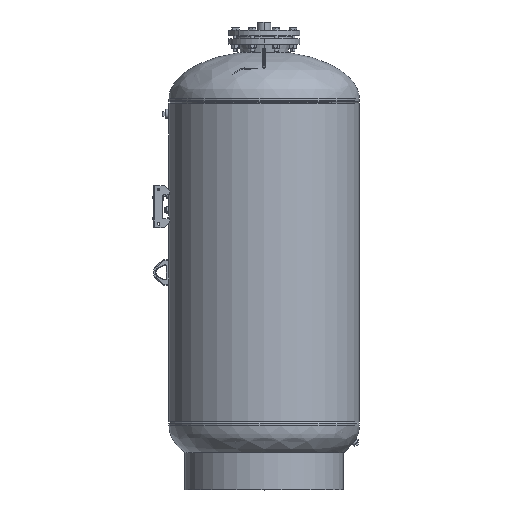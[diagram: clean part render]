
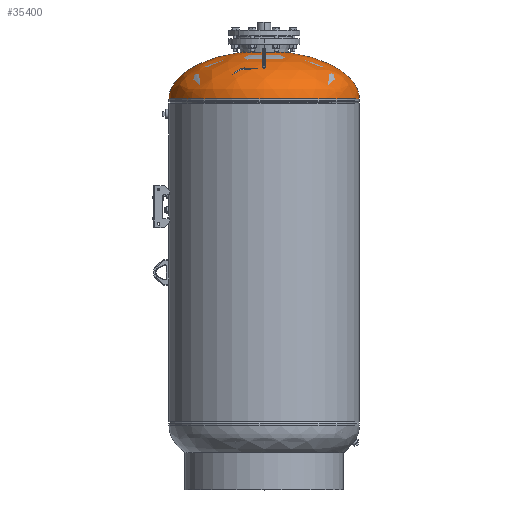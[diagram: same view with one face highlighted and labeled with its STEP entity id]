
A CAD part, top view. The second image highlights one B-rep face of the part: STEP entity #35400.
In plain terms, the highlighted free-form (B-spline) face has degree [3, 3] with [4, 4] control points.
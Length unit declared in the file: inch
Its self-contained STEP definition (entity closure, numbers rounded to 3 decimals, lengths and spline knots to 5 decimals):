
#2025 = CARTESIAN_POINT ( 'NONE',  ( 18., 0.822, 0. ) ) ;
#3518 = CARTESIAN_POINT ( 'NONE',  ( 18., 0.822, 0. ) ) ;
#4150 = CARTESIAN_POINT ( 'NONE',  ( 0., 9.61321, 0. ) ) ;
#5383 = CARTESIAN_POINT ( 'NONE',  ( -18., 0.822, 0. ) ) ;
#7492 = CARTESIAN_POINT ( 'NONE',  ( -18., 5.12059, 0. ) ) ;
#9114 = CARTESIAN_POINT ( 'NONE',  ( -18., 0.822, 36. ) ) ;
#10257 = CARTESIAN_POINT ( 'NONE',  ( 4.5625, 9.61321, 9.125 ) ) ;
#11648 = VERTEX_POINT ( 'NONE', #2025 ) ;
#11938 = EDGE_CURVE ( 'NONE', #61201, #59063, #53443, .T. ) ;
#12354 = EDGE_CURVE ( 'NONE', #110024, #82529, #47926, .T. ) ;
#12636 = AXIS2_PLACEMENT_3D ( 'NONE', #79745, #71030, #62288 ) ;
#12866 = DIRECTION ( 'NONE',  ( 0., 0., -1. ) ) ;
#15620 = CARTESIAN_POINT ( 'NONE',  ( -12.79839, 8.52364, 0. ) ) ;
#17824 = CARTESIAN_POINT ( 'NONE',  ( -4.5625, 9.61321, 0. ) ) ;
#21630 = DIRECTION ( 'NONE',  ( 0., -1., 0. ) ) ;
#23465 = ORIENTED_EDGE ( 'NONE', *, *, #11938, .F. ) ;
#23679 = AXIS2_PLACEMENT_3D ( 'NONE', #83347, #21630, #56546 ) ;
#25407 = CARTESIAN_POINT ( 'NONE',  ( -12.79839, 8.52364, 25.59677 ) ) ;
#30356 = EDGE_CURVE ( 'NONE', #11648, #61201, #39841, .T. ) ;
#34675 = CARTESIAN_POINT ( 'NONE',  ( 12.79839, 8.52364, 25.59677 ) ) ;
#35400 = ADVANCED_FACE ( 'NONE', ( #87676 ), #112735, .F. ) ;
#38505 = AXIS2_PLACEMENT_3D ( 'NONE', #4150, #39046, #12866 ) ;
#39046 = DIRECTION ( 'NONE',  ( 0., 1., 0. ) ) ;
#39841 = CIRCLE ( 'NONE', #88147, 18. ) ;
#41257 = CARTESIAN_POINT ( 'NONE',  ( -18., 0.822, 0. ) ) ;
#45724 = CARTESIAN_POINT ( 'NONE',  ( -4.5625, 9.61321, 9.125 ) ) ;
#46117 = EDGE_CURVE ( 'NONE', #82529, #11648, #105233, .T. ) ;
#47477 = CARTESIAN_POINT ( 'NONE',  ( 0., 9.61321, 4.5625 ) ) ;
#47926 = CIRCLE ( 'NONE', #12636, 4.5625 ) ;
#48068 = DIRECTION ( 'NONE',  ( 0., 0., -1. ) ) ;
#49794 = CARTESIAN_POINT ( 'NONE',  ( 0., 0.822, 0. ) ) ;
#53331 = CARTESIAN_POINT ( 'NONE',  ( 18., 5.12059, 0. ) ) ;
#53443 = CIRCLE ( 'NONE', #23679, 18. ) ;
#53898 = CARTESIAN_POINT ( 'NONE',  ( 18., 5.12059, 36. ) ) ;
#56439 = ORIENTED_EDGE ( 'NONE', *, *, #46117, .F. ) ;
#56546 = DIRECTION ( 'NONE',  ( 0., 0., -1. ) ) ;
#57634 = ORIENTED_EDGE ( 'NONE', *, *, #70526, .F. ) ;
#57837 = CARTESIAN_POINT ( 'NONE',  ( 4.5625, 9.61321, 0. ) ) ;
#59063 = VERTEX_POINT ( 'NONE', #5383 ) ;
#60443 = CARTESIAN_POINT ( 'NONE',  ( -4.5625, 9.61321, 0. ) ) ;
#60509 = EDGE_CURVE ( 'NONE', #64445, #59063, #84518, .T. ) ;
#60787 = CIRCLE ( 'NONE', #38505, 4.5625 ) ;
#61177 = CARTESIAN_POINT ( 'NONE',  ( 0., 0.822, 18. ) ) ;
#61201 = VERTEX_POINT ( 'NONE', #61177 ) ;
#62288 = DIRECTION ( 'NONE',  ( 0., 0., -1. ) ) ;
#64445 = VERTEX_POINT ( 'NONE', #94841 ) ;
#70237 = CARTESIAN_POINT ( 'NONE',  ( -12.79839, 8.52364, 0. ) ) ;
#70526 = EDGE_CURVE ( 'NONE', #64445, #110024, #60787, .T. ) ;
#71030 = DIRECTION ( 'NONE',  ( 0., 1., 0. ) ) ;
#71941 = CARTESIAN_POINT ( 'NONE',  ( -18., 0.822, 0. ) ) ;
#75510 = ORIENTED_EDGE ( 'NONE', *, *, #60509, .T. ) ;
#79745 = CARTESIAN_POINT ( 'NONE',  ( 0., 9.61321, 0. ) ) ;
#80103 = CARTESIAN_POINT ( 'NONE',  ( -18., 5.12059, 0. ) ) ;
#81254 = CARTESIAN_POINT ( 'NONE',  ( 12.79839, 8.52364, 0. ) ) ;
#81526 = CARTESIAN_POINT ( 'NONE',  ( 18., 5.12059, 0. ) ) ;
#82106 = CARTESIAN_POINT ( 'NONE',  ( 4.5625, 9.61321, 0. ) ) ;
#82529 = VERTEX_POINT ( 'NONE', #57837 ) ;
#83347 = CARTESIAN_POINT ( 'NONE',  ( 0., 0.822, 0. ) ) ;
#84518 =( BOUNDED_CURVE ( )  B_SPLINE_CURVE ( 3, ( #60443, #15620, #7492, #41257 ),
 .UNSPECIFIED., .F., .F. ) 
 B_SPLINE_CURVE_WITH_KNOTS ( ( 4, 4 ),
 ( 4.96866, 6.28319 ),
 .UNSPECIFIED. ) 
 CURVE ( )  GEOMETRIC_REPRESENTATION_ITEM ( )  RATIONAL_B_SPLINE_CURVE ( ( 1., 0.861, 0.861, 1. ) ) 
 REPRESENTATION_ITEM ( '' )  );
#85338 = DIRECTION ( 'NONE',  ( 0., -1., 0. ) ) ;
#85537 = ORIENTED_EDGE ( 'NONE', *, *, #30356, .F. ) ;
#87676 = FACE_OUTER_BOUND ( 'NONE', #105871, .T. ) ;
#88147 = AXIS2_PLACEMENT_3D ( 'NONE', #49794, #85338, #48068 ) ;
#88246 = CARTESIAN_POINT ( 'NONE',  ( 18., 0.822, 36. ) ) ;
#88839 = CARTESIAN_POINT ( 'NONE',  ( -18., 5.12059, 36. ) ) ;
#94841 = CARTESIAN_POINT ( 'NONE',  ( -4.5625, 9.61321, 0. ) ) ;
#97954 = ORIENTED_EDGE ( 'NONE', *, *, #12354, .F. ) ;
#98134 = CARTESIAN_POINT ( 'NONE',  ( 4.5625, 9.61321, 0. ) ) ;
#105233 =( BOUNDED_CURVE ( )  B_SPLINE_CURVE ( 3, ( #82106, #110043, #81526, #3518 ),
 .UNSPECIFIED., .F., .F. ) 
 B_SPLINE_CURVE_WITH_KNOTS ( ( 4, 4 ),
 ( 4.96866, 6.28319 ),
 .UNSPECIFIED. ) 
 CURVE ( )  GEOMETRIC_REPRESENTATION_ITEM ( )  RATIONAL_B_SPLINE_CURVE ( ( 1., 0.861, 0.861, 1. ) ) 
 REPRESENTATION_ITEM ( '' )  );
#105731 = CARTESIAN_POINT ( 'NONE',  ( 18., 0.822, 0. ) ) ;
#105871 = EDGE_LOOP ( 'NONE', ( #57634, #75510, #23465, #85537, #56439, #97954 ) ) ;
#110024 = VERTEX_POINT ( 'NONE', #47477 ) ;
#110043 = CARTESIAN_POINT ( 'NONE',  ( 12.79839, 8.52364, 0. ) ) ;
#112735 =( BOUNDED_SURFACE ( )  B_SPLINE_SURFACE ( 3, 3, ( 
 ( #98134, #10257, #45724, #17824 ),
 ( #81254, #34675, #25407, #70237 ),
 ( #53331, #53898, #88839, #80103 ),
 ( #105731, #88246, #9114, #71941 ) ),
 .UNSPECIFIED., .F., .F., .T. ) 
 B_SPLINE_SURFACE_WITH_KNOTS ( ( 4, 4 ),
 ( 4, 4 ),
 ( 0., 1. ),
 ( 0., 1. ),
 .UNSPECIFIED. ) 
 GEOMETRIC_REPRESENTATION_ITEM ( )  RATIONAL_B_SPLINE_SURFACE ( (
 ( 1., 0.333, 0.333, 1.),
 ( 0.861, 0.287, 0.287, 0.861),
 ( 0.861, 0.287, 0.287, 0.861),
 ( 1., 0.333, 0.333, 1.) ) ) 
 REPRESENTATION_ITEM ( '' )  SURFACE ( )  );
